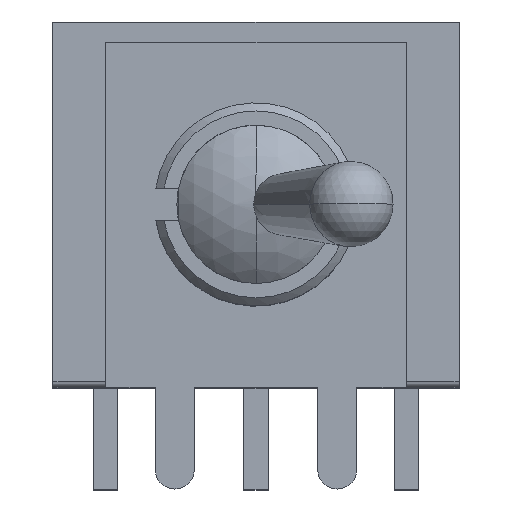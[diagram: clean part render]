
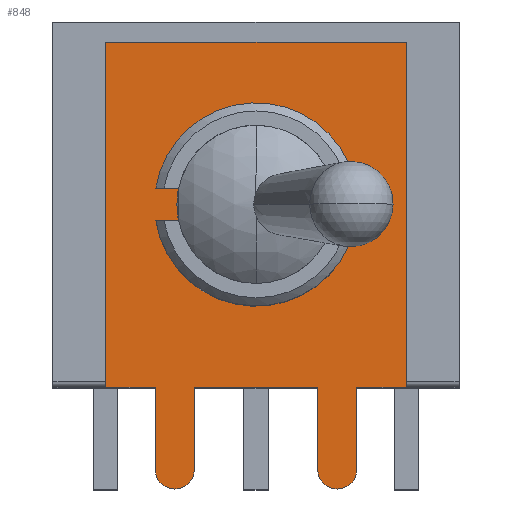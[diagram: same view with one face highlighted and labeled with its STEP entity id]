
A CAD part, top view. The second image highlights one B-rep face of the part: STEP entity #848.
In plain terms, the highlighted planar face has unit normal (0, 0, 1).
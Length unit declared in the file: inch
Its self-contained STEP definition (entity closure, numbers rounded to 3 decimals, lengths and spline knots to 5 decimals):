
#45 = EDGE_CURVE ( 'NONE', #889, #1058, #3197, .T. ) ;
#60 = VERTEX_POINT ( 'NONE', #3646 ) ;
#87 = LINE ( 'NONE', #2382, #1420 ) ;
#109 = CARTESIAN_POINT ( 'NONE',  ( 0., 0.425, 0.66 ) ) ;
#165 = DIRECTION ( 'NONE',  ( 0., 1., 0. ) ) ;
#211 = CARTESIAN_POINT ( 'NONE',  ( 0.06161, 0.205, 0.66 ) ) ;
#354 = LINE ( 'NONE', #3977, #2440 ) ;
#372 = EDGE_CURVE ( 'NONE', #484, #481, #4131, .T. ) ;
#398 = DIRECTION ( 'NONE',  ( 1., 0., 0. ) ) ;
#449 = VECTOR ( 'NONE', #4245, 39.37008 ) ;
#462 = FACE_OUTER_BOUND ( 'NONE', #1322, .T. ) ;
#481 = VERTEX_POINT ( 'NONE', #767 ) ;
#484 = VERTEX_POINT ( 'NONE', #1542 ) ;
#488 = CARTESIAN_POINT ( 'NONE',  ( 0.309, 0., 0.66 ) ) ;
#519 = LINE ( 'NONE', #3770, #1373 ) ;
#529 = EDGE_CURVE ( 'NONE', #3988, #1145, #1529, .T. ) ;
#546 = ORIENTED_EDGE ( 'NONE', *, *, #1709, .T. ) ;
#585 = CARTESIAN_POINT ( 'NONE',  ( 0.285, -0.101, 0.66 ) ) ;
#596 = ORIENTED_EDGE ( 'NONE', *, *, #45, .F. ) ;
#737 = EDGE_CURVE ( 'NONE', #2332, #484, #1852, .T. ) ;
#767 = CARTESIAN_POINT ( 'NONE',  ( 0.109, -0.101, 0.66 ) ) ;
#782 = EDGE_CURVE ( 'NONE', #1003, #1209, #1002, .T. ) ;
#846 = DIRECTION ( 'NONE',  ( 1., 0., 0. ) ) ;
#848 = ADVANCED_FACE ( 'NONE', ( #462, #2449 ), #1956, .F. ) ;
#886 = VERTEX_POINT ( 'NONE', #3626 ) ;
#889 = VERTEX_POINT ( 'NONE', #211 ) ;
#913 = CARTESIAN_POINT ( 'NONE',  ( 0.261, 0., 0.66 ) ) ;
#923 = CARTESIAN_POINT ( 'NONE',  ( 0.061, 0., 0.66 ) ) ;
#925 = DIRECTION ( 'NONE',  ( -1., 0., 0. ) ) ;
#952 = ORIENTED_EDGE ( 'NONE', *, *, #2017, .T. ) ;
#956 = DIRECTION ( 'NONE',  ( 0., 0., 1. ) ) ;
#960 = CARTESIAN_POINT ( 'NONE',  ( 0., 0., 0.66 ) ) ;
#988 = DIRECTION ( 'NONE',  ( 0., -1., 0. ) ) ;
#1002 = LINE ( 'NONE', #488, #1895 ) ;
#1003 = VERTEX_POINT ( 'NONE', #4426 ) ;
#1042 = DIRECTION ( 'NONE',  ( 0., 0., 1. ) ) ;
#1058 = VERTEX_POINT ( 'NONE', #2745 ) ;
#1120 = CIRCLE ( 'NONE', #2675, 0.024 ) ;
#1145 = VERTEX_POINT ( 'NONE', #2058 ) ;
#1147 = LINE ( 'NONE', #2214, #1831 ) ;
#1194 = VECTOR ( 'NONE', #846, 39.37008 ) ;
#1209 = VERTEX_POINT ( 'NONE', #3958 ) ;
#1211 = DIRECTION ( 'NONE',  ( 0., 1., 0. ) ) ;
#1250 = DIRECTION ( 'NONE',  ( 0., 0., -1. ) ) ;
#1296 = ORIENTED_EDGE ( 'NONE', *, *, #3717, .F. ) ;
#1298 = CARTESIAN_POINT ( 'NONE',  ( 0.37, 0.425, 0.66 ) ) ;
#1322 = EDGE_LOOP ( 'NONE', ( #2732, #3144, #3090, #2315, #546, #2039, #952, #3281, #2699, #3967, #1411, #3785 ) ) ;
#1326 = EDGE_CURVE ( 'NONE', #1634, #889, #4288, .T. ) ;
#1351 = CARTESIAN_POINT ( 'NONE',  ( 0.109, 0., 0.66 ) ) ;
#1361 = LINE ( 'NONE', #2991, #1779 ) ;
#1373 = VECTOR ( 'NONE', #3097, 39.37008 ) ;
#1396 = VERTEX_POINT ( 'NONE', #913 ) ;
#1411 = ORIENTED_EDGE ( 'NONE', *, *, #3326, .T. ) ;
#1420 = VECTOR ( 'NONE', #2367, 39.37008 ) ;
#1432 = AXIS2_PLACEMENT_3D ( 'NONE', #3845, #1042, #398 ) ;
#1464 = ORIENTED_EDGE ( 'NONE', *, *, #1326, .F. ) ;
#1529 = LINE ( 'NONE', #109, #4173 ) ;
#1542 = CARTESIAN_POINT ( 'NONE',  ( 0.061, -0.101, 0.66 ) ) ;
#1543 = CARTESIAN_POINT ( 'NONE',  ( 0.109, 0., 0.66 ) ) ;
#1579 = CARTESIAN_POINT ( 'NONE',  ( 0.185, 0.225, 0.66 ) ) ;
#1585 = VECTOR ( 'NONE', #4112, 39.37008 ) ;
#1615 = EDGE_CURVE ( 'NONE', #60, #1634, #519, .T. ) ;
#1634 = VERTEX_POINT ( 'NONE', #3076 ) ;
#1709 = EDGE_CURVE ( 'NONE', #481, #4253, #4449, .T. ) ;
#1767 = CARTESIAN_POINT ( 'NONE',  ( 0.109, 0., 0.66 ) ) ;
#1779 = VECTOR ( 'NONE', #988, 39.37008 ) ;
#1831 = VECTOR ( 'NONE', #165, 39.37008 ) ;
#1852 = LINE ( 'NONE', #3280, #3628 ) ;
#1895 = VECTOR ( 'NONE', #1211, 39.37008 ) ;
#1956 = PLANE ( 'NONE',  #2706 ) ;
#2017 = EDGE_CURVE ( 'NONE', #1396, #886, #87, .T. ) ;
#2039 = ORIENTED_EDGE ( 'NONE', *, *, #4362, .T. ) ;
#2058 = CARTESIAN_POINT ( 'NONE',  ( 0., 0.425, 0.66 ) ) ;
#2075 = VECTOR ( 'NONE', #2610, 39.37008 ) ;
#2098 = LINE ( 'NONE', #3902, #449 ) ;
#2133 = EDGE_CURVE ( 'NONE', #3057, #2332, #3035, .T. ) ;
#2214 = CARTESIAN_POINT ( 'NONE',  ( 0.37, 0., 0.66 ) ) ;
#2315 = ORIENTED_EDGE ( 'NONE', *, *, #372, .T. ) ;
#2332 = VERTEX_POINT ( 'NONE', #923 ) ;
#2367 = DIRECTION ( 'NONE',  ( 0., -1., 0. ) ) ;
#2382 = CARTESIAN_POINT ( 'NONE',  ( 0.261, 0., 0.66 ) ) ;
#2383 = ORIENTED_EDGE ( 'NONE', *, *, #1615, .F. ) ;
#2440 = VECTOR ( 'NONE', #3995, 39.37008 ) ;
#2449 = FACE_BOUND ( 'NONE', #2698, .T. ) ;
#2464 = EDGE_CURVE ( 'NONE', #886, #1003, #1120, .T. ) ;
#2610 = DIRECTION ( 'NONE',  ( -1., 0., 0. ) ) ;
#2635 = CARTESIAN_POINT ( 'NONE',  ( 0.08961, 0.205, 0.66 ) ) ;
#2672 = CARTESIAN_POINT ( 'NONE',  ( 0., 0., 0.66 ) ) ;
#2675 = AXIS2_PLACEMENT_3D ( 'NONE', #585, #956, #925 ) ;
#2698 = EDGE_LOOP ( 'NONE', ( #596, #1464, #2383, #1296 ) ) ;
#2699 = ORIENTED_EDGE ( 'NONE', *, *, #782, .T. ) ;
#2706 = AXIS2_PLACEMENT_3D ( 'NONE', #3993, #1250, #4354 ) ;
#2732 = ORIENTED_EDGE ( 'NONE', *, *, #3983, .T. ) ;
#2745 = CARTESIAN_POINT ( 'NONE',  ( 0.06161, 0.245, 0.66 ) ) ;
#2938 = VERTEX_POINT ( 'NONE', #3926 ) ;
#2991 = CARTESIAN_POINT ( 'NONE',  ( 0., 0., 0.66 ) ) ;
#3013 = LINE ( 'NONE', #1543, #1194 ) ;
#3035 = LINE ( 'NONE', #960, #3739 ) ;
#3057 = VERTEX_POINT ( 'NONE', #2672 ) ;
#3076 = CARTESIAN_POINT ( 'NONE',  ( 0.08961, 0.205, 0.66 ) ) ;
#3090 = ORIENTED_EDGE ( 'NONE', *, *, #737, .T. ) ;
#3097 = DIRECTION ( 'NONE',  ( 0., -1., 0. ) ) ;
#3144 = ORIENTED_EDGE ( 'NONE', *, *, #2133, .T. ) ;
#3164 = DIRECTION ( 'NONE',  ( -1., 0., 0. ) ) ;
#3197 = CIRCLE ( 'NONE', #3860, 0.125 ) ;
#3280 = CARTESIAN_POINT ( 'NONE',  ( 0.061, 0., 0.66 ) ) ;
#3281 = ORIENTED_EDGE ( 'NONE', *, *, #2464, .T. ) ;
#3298 = EDGE_CURVE ( 'NONE', #1209, #2938, #354, .T. ) ;
#3326 = EDGE_CURVE ( 'NONE', #2938, #3988, #1147, .T. ) ;
#3338 = DIRECTION ( 'NONE',  ( 1., 0., 0. ) ) ;
#3381 = DIRECTION ( 'NONE',  ( 1., 0., 0. ) ) ;
#3550 = DIRECTION ( 'NONE',  ( 0., -1., 0. ) ) ;
#3626 = CARTESIAN_POINT ( 'NONE',  ( 0.261, -0.101, 0.66 ) ) ;
#3628 = VECTOR ( 'NONE', #3550, 39.37008 ) ;
#3646 = CARTESIAN_POINT ( 'NONE',  ( 0.08961, 0.245, 0.66 ) ) ;
#3717 = EDGE_CURVE ( 'NONE', #1058, #60, #2098, .T. ) ;
#3739 = VECTOR ( 'NONE', #3381, 39.37008 ) ;
#3770 = CARTESIAN_POINT ( 'NONE',  ( 0.08961, 0.245, 0.66 ) ) ;
#3785 = ORIENTED_EDGE ( 'NONE', *, *, #529, .T. ) ;
#3845 = CARTESIAN_POINT ( 'NONE',  ( 0.085, -0.101, 0.66 ) ) ;
#3860 = AXIS2_PLACEMENT_3D ( 'NONE', #1579, #3996, #3338 ) ;
#3902 = CARTESIAN_POINT ( 'NONE',  ( 0.06161, 0.245, 0.66 ) ) ;
#3926 = CARTESIAN_POINT ( 'NONE',  ( 0.37, 0., 0.66 ) ) ;
#3958 = CARTESIAN_POINT ( 'NONE',  ( 0.309, 0., 0.66 ) ) ;
#3967 = ORIENTED_EDGE ( 'NONE', *, *, #3298, .T. ) ;
#3977 = CARTESIAN_POINT ( 'NONE',  ( 0.309, 0., 0.66 ) ) ;
#3983 = EDGE_CURVE ( 'NONE', #1145, #3057, #1361, .T. ) ;
#3988 = VERTEX_POINT ( 'NONE', #1298 ) ;
#3993 = CARTESIAN_POINT ( 'NONE',  ( 0.285, -0.101, 0.66 ) ) ;
#3995 = DIRECTION ( 'NONE',  ( 1., 0., 0. ) ) ;
#3996 = DIRECTION ( 'NONE',  ( 0., 0., 1. ) ) ;
#4112 = DIRECTION ( 'NONE',  ( 0., 1., 0. ) ) ;
#4131 = CIRCLE ( 'NONE', #1432, 0.024 ) ;
#4173 = VECTOR ( 'NONE', #3164, 39.37008 ) ;
#4245 = DIRECTION ( 'NONE',  ( 1., 0., 0. ) ) ;
#4253 = VERTEX_POINT ( 'NONE', #1767 ) ;
#4288 = LINE ( 'NONE', #2635, #2075 ) ;
#4354 = DIRECTION ( 'NONE',  ( -1., 0., 0. ) ) ;
#4362 = EDGE_CURVE ( 'NONE', #4253, #1396, #3013, .T. ) ;
#4426 = CARTESIAN_POINT ( 'NONE',  ( 0.309, -0.101, 0.66 ) ) ;
#4449 = LINE ( 'NONE', #1351, #1585 ) ;
